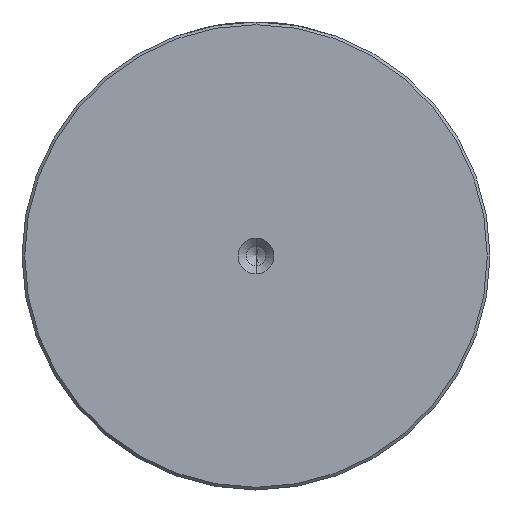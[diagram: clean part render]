
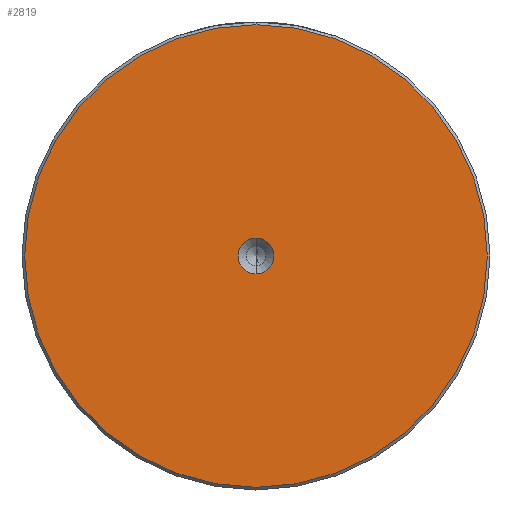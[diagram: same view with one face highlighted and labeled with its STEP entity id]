
A CAD part, left-side view. The second image highlights one B-rep face of the part: STEP entity #2819.
In plain terms, the highlighted planar face has unit normal (-1, 0, 0).
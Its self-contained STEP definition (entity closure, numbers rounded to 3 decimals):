
#59 = AXIS2_PLACEMENT_3D ( 'NONE', #1004, #499, #448 ) ;
#136 = VERTEX_POINT ( 'NONE', #2232 ) ;
#293 = EDGE_CURVE ( 'NONE', #2815, #1221, #2061, .T. ) ;
#335 = EDGE_LOOP ( 'NONE', ( #3177, #1056 ) ) ;
#362 = DIRECTION ( 'NONE',  ( -1., 0., 0. ) ) ;
#448 = DIRECTION ( 'NONE',  ( 0., 0., 1. ) ) ;
#463 = EDGE_CURVE ( 'NONE', #1221, #2815, #1128, .T. ) ;
#499 = DIRECTION ( 'NONE',  ( -1., 0., 0. ) ) ;
#574 = CIRCLE ( 'NONE', #1712, 3.3 ) ;
#585 = DIRECTION ( 'NONE',  ( 0., 0., 1. ) ) ;
#649 = FACE_BOUND ( 'NONE', #1936, .T. ) ;
#764 = AXIS2_PLACEMENT_3D ( 'NONE', #1419, #1437, #1364 ) ;
#877 = CARTESIAN_POINT ( 'NONE',  ( 0., 0., 0. ) ) ;
#879 = AXIS2_PLACEMENT_3D ( 'NONE', #2689, #1231, #2934 ) ;
#1004 = CARTESIAN_POINT ( 'NONE',  ( 0., 0., 0. ) ) ;
#1056 = ORIENTED_EDGE ( 'NONE', *, *, #463, .T. ) ;
#1061 = CARTESIAN_POINT ( 'NONE',  ( 0., 0., 0. ) ) ;
#1128 = CIRCLE ( 'NONE', #764, 42.5 ) ;
#1149 = CARTESIAN_POINT ( 'NONE',  ( 0., 0., 42.5 ) ) ;
#1221 = VERTEX_POINT ( 'NONE', #1149 ) ;
#1231 = DIRECTION ( 'NONE',  ( -1., 0., 0. ) ) ;
#1251 = FACE_OUTER_BOUND ( 'NONE', #335, .T. ) ;
#1364 = DIRECTION ( 'NONE',  ( 0., 0., 1. ) ) ;
#1412 = ORIENTED_EDGE ( 'NONE', *, *, #1748, .F. ) ;
#1419 = CARTESIAN_POINT ( 'NONE',  ( 0., 0., 0. ) ) ;
#1437 = DIRECTION ( 'NONE',  ( -1., 0., 0. ) ) ;
#1712 = AXIS2_PLACEMENT_3D ( 'NONE', #1061, #2094, #585 ) ;
#1748 = EDGE_CURVE ( 'NONE', #136, #2339, #574, .T. ) ;
#1936 = EDGE_LOOP ( 'NONE', ( #2973, #1412 ) ) ;
#2051 = AXIS2_PLACEMENT_3D ( 'NONE', #877, #362, #2134 ) ;
#2052 = EDGE_CURVE ( 'NONE', #2339, #136, #2372, .T. ) ;
#2061 = CIRCLE ( 'NONE', #59, 42.5 ) ;
#2094 = DIRECTION ( 'NONE',  ( -1., 0., 0. ) ) ;
#2125 = PLANE ( 'NONE',  #2051 ) ;
#2134 = DIRECTION ( 'NONE',  ( 0., 0., 1. ) ) ;
#2232 = CARTESIAN_POINT ( 'NONE',  ( 0., 0., -3.3 ) ) ;
#2332 = CARTESIAN_POINT ( 'NONE',  ( 0., 0., 3.3 ) ) ;
#2339 = VERTEX_POINT ( 'NONE', #2332 ) ;
#2372 = CIRCLE ( 'NONE', #879, 3.3 ) ;
#2689 = CARTESIAN_POINT ( 'NONE',  ( 0., 0., 0. ) ) ;
#2815 = VERTEX_POINT ( 'NONE', #3086 ) ;
#2819 = ADVANCED_FACE ( 'NONE', ( #1251, #649 ), #2125, .T. ) ;
#2934 = DIRECTION ( 'NONE',  ( 0., 0., 1. ) ) ;
#2973 = ORIENTED_EDGE ( 'NONE', *, *, #2052, .F. ) ;
#3086 = CARTESIAN_POINT ( 'NONE',  ( 0., 0., -42.5 ) ) ;
#3177 = ORIENTED_EDGE ( 'NONE', *, *, #293, .T. ) ;
